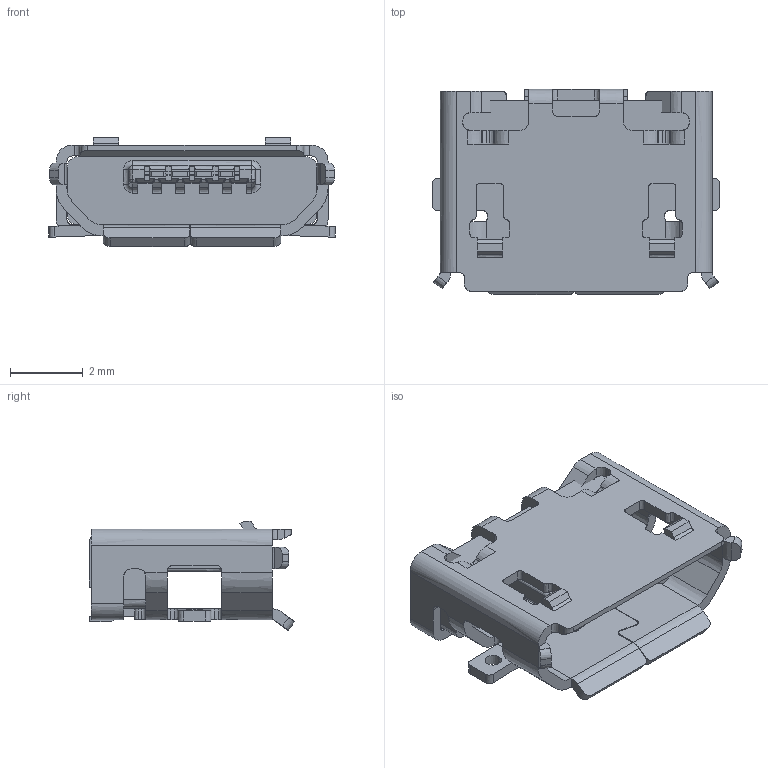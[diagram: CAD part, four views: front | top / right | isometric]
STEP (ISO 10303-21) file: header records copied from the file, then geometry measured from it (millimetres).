
FILE_DESCRIPTION(('FreeCAD Model'),'2;1');
FILE_NAME('USB_micro_Amphenol_10118192.step', '2018-02-19T15:02:00',('kicad StepUp'),('ksu MCAD'), 'Open CASCADE STEP processor 6.8','FreeCAD','Unknown');
FILE_SCHEMA(('AUTOMOTIVE_DESIGN_CC2 { 1 2 10303 214 -1 1 5 4 }'));
Length unit declared in the file: millimetre
Products named in the file (1): USB_micro_Amphenol_10118192
Bounding box: 7.91 x 5.66 x 3.01 mm (x, y, z)
Surface area: 271.6 mm2 (no closed solid volume)
Topology: 0 solids, 628 shells, 628 faces, 3544 edges, 3540 vertices
Faces by surface type: bspline 620, torus 4, sphere 4
Entity records: 48111 total; most frequent: CARTESIAN_POINT 18180, DIRECTION 4222, ORIENTED_EDGE 3540, EDGE_CURVE 3540, VERTEX_POINT 3540, LINE 2452, VECTOR 2452, AXIS2_PLACEMENT_3D 885
